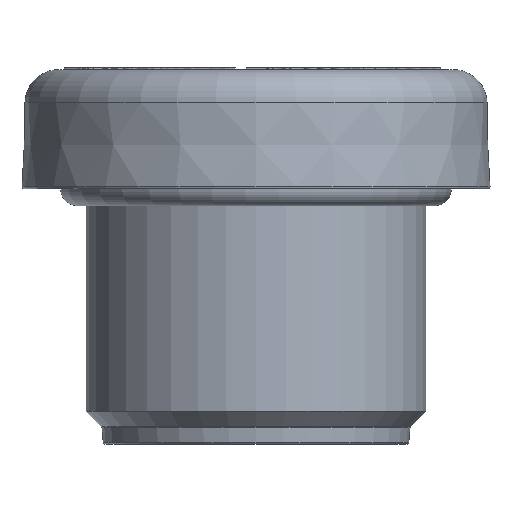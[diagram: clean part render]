
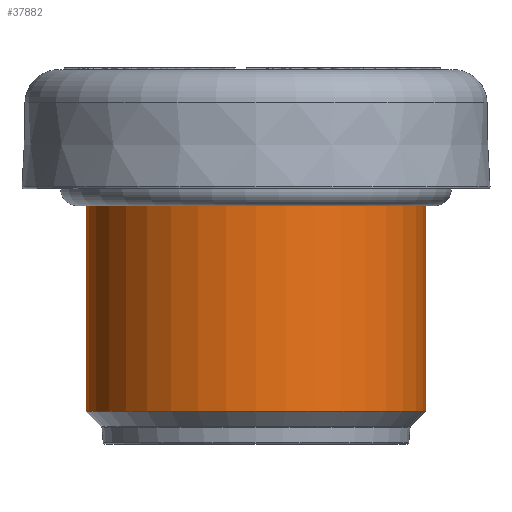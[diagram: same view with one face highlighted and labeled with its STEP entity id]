
A CAD part, front view. The second image highlights one B-rep face of the part: STEP entity #37882.
In plain terms, the highlighted cylindrical face has radius 9.984 mm (diameter 19.968 mm), a full revolution.
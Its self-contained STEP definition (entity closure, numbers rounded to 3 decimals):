
#5536=FACE_OUTER_BOUND('',#7616,.T.);
#7616=EDGE_LOOP('',(#34012,#34013,#34014,#34015,#34016,#34017));
#11187=LINE('',#66165,#14757);
#14757=VECTOR('',#45214,9.984);
#14824=CIRCLE('',#39078,9.984);
#14825=CIRCLE('',#39079,9.984);
#14854=CIRCLE('',#39147,9.984);
#14855=CIRCLE('',#39148,9.984);
#18246=VERTEX_POINT('',#65468);
#18247=VERTEX_POINT('',#65470);
#18335=VERTEX_POINT('',#66160);
#18336=VERTEX_POINT('',#66161);
#23407=EDGE_CURVE('',#18246,#18247,#14824,.T.);
#23408=EDGE_CURVE('',#18247,#18246,#14825,.T.);
#23561=EDGE_CURVE('',#18335,#18336,#14854,.T.);
#23562=EDGE_CURVE('',#18336,#18335,#14855,.T.);
#23563=EDGE_CURVE('',#18246,#18336,#11187,.T.);
#34012=ORIENTED_EDGE('',*,*,#23408,.F.);
#34013=ORIENTED_EDGE('',*,*,#23407,.F.);
#34014=ORIENTED_EDGE('',*,*,#23563,.T.);
#34015=ORIENTED_EDGE('',*,*,#23562,.T.);
#34016=ORIENTED_EDGE('',*,*,#23561,.T.);
#34017=ORIENTED_EDGE('',*,*,#23563,.F.);
#34051=CYLINDRICAL_SURFACE('',#39149,9.984);
#37882=ADVANCED_FACE('',(#5536),#34051,.T.);
#39078=AXIS2_PLACEMENT_3D('',#65471,#44989,#44990);
#39079=AXIS2_PLACEMENT_3D('',#65472,#44991,#44992);
#39147=AXIS2_PLACEMENT_3D('',#66162,#45208,#45209);
#39148=AXIS2_PLACEMENT_3D('',#66163,#45210,#45211);
#39149=AXIS2_PLACEMENT_3D('',#66164,#45212,#45213);
#44989=DIRECTION('center_axis',(0.,0.,-1.));
#44990=DIRECTION('ref_axis',(1.,0.,0.));
#44991=DIRECTION('center_axis',(0.,0.,-1.));
#44992=DIRECTION('ref_axis',(1.,0.,0.));
#45208=DIRECTION('center_axis',(0.,0.,-1.));
#45209=DIRECTION('ref_axis',(1.,0.,0.));
#45210=DIRECTION('center_axis',(0.,0.,-1.));
#45211=DIRECTION('ref_axis',(1.,0.,0.));
#45212=DIRECTION('center_axis',(0.,0.,-1.));
#45213=DIRECTION('ref_axis',(0.,1.,0.));
#45214=DIRECTION('',(0.,0.,1.));
#65468=CARTESIAN_POINT('',(0.,-9.984,-9.568));
#65470=CARTESIAN_POINT('',(0.,9.984,-9.568));
#65471=CARTESIAN_POINT('Origin',(0.,0.,-9.568));
#65472=CARTESIAN_POINT('Origin',(0.,0.,-9.568));
#66160=CARTESIAN_POINT('',(0.,9.984,3.5));
#66161=CARTESIAN_POINT('',(0.,-9.984,3.5));
#66162=CARTESIAN_POINT('Origin',(0.,0.,3.5));
#66163=CARTESIAN_POINT('Origin',(0.,0.,3.5));
#66164=CARTESIAN_POINT('Origin',(0.,0.,-3.034));
#66165=CARTESIAN_POINT('',(0.,-9.984,-3.034));
